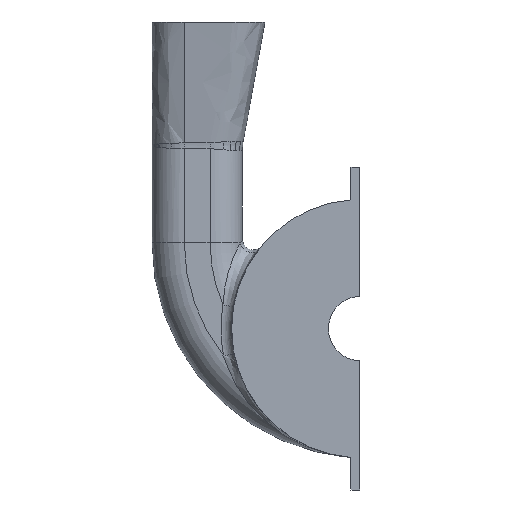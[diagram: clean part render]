
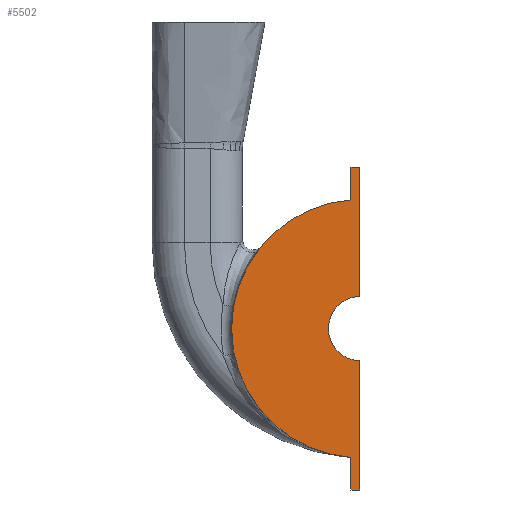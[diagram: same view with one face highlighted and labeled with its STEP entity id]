
A CAD part, left-side view. The second image highlights one B-rep face of the part: STEP entity #5502.
In plain terms, the highlighted planar face has unit normal (-1, 0, 0).
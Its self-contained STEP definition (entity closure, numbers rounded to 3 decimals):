
#61 = DIRECTION ( 'NONE',  ( 0., 1., 0. ) ) ;
#133 = DIRECTION ( 'NONE',  ( 1., 0., 0. ) ) ;
#140 = ORIENTED_EDGE ( 'NONE', *, *, #5081, .F. ) ;
#168 = AXIS2_PLACEMENT_3D ( 'NONE', #3461, #3029, #921 ) ;
#170 = EDGE_CURVE ( 'NONE', #4917, #2710, #3142, .T. ) ;
#320 = EDGE_CURVE ( 'NONE', #2595, #5427, #4389, .T. ) ;
#460 = FACE_OUTER_BOUND ( 'NONE', #1670, .T. ) ;
#470 = CARTESIAN_POINT ( 'NONE',  ( -4., 0.452, 7.5 ) ) ;
#557 = CARTESIAN_POINT ( 'NONE',  ( -4., 0., 0. ) ) ;
#670 = ORIENTED_EDGE ( 'NONE', *, *, #4243, .F. ) ;
#920 = CARTESIAN_POINT ( 'NONE',  ( -4., 0.052, -1.499 ) ) ;
#921 = DIRECTION ( 'NONE',  ( 0., 0., -1. ) ) ;
#1000 = LINE ( 'NONE', #3986, #3536 ) ;
#1032 = VECTOR ( 'NONE', #2224, 1000. ) ;
#1107 = CARTESIAN_POINT ( 'NONE',  ( -4., 0.052, -7.5 ) ) ;
#1430 = VERTEX_POINT ( 'NONE', #2521 ) ;
#1434 = PLANE ( 'NONE',  #1694 ) ;
#1597 = VECTOR ( 'NONE', #5340, 1000. ) ;
#1670 = EDGE_LOOP ( 'NONE', ( #4482, #670, #3107, #4278, #5412, #140, #3341, #3514 ) ) ;
#1694 = AXIS2_PLACEMENT_3D ( 'NONE', #5377, #3622, #4433 ) ;
#1847 = LINE ( 'NONE', #2359, #1597 ) ;
#1908 = LINE ( 'NONE', #3753, #2950 ) ;
#2224 = DIRECTION ( 'NONE',  ( 0., 0., 1. ) ) ;
#2310 = VECTOR ( 'NONE', #2718, 1000. ) ;
#2328 = CARTESIAN_POINT ( 'NONE',  ( -4., 0.452, -5.983 ) ) ;
#2342 = EDGE_CURVE ( 'NONE', #4205, #4444, #1847, .T. ) ;
#2359 = CARTESIAN_POINT ( 'NONE',  ( -4., 0.452, -5.983 ) ) ;
#2521 = CARTESIAN_POINT ( 'NONE',  ( -4., 0.052, 1.499 ) ) ;
#2595 = VERTEX_POINT ( 'NONE', #2861 ) ;
#2689 = CARTESIAN_POINT ( 'NONE',  ( -4., 0.052, 7.5 ) ) ;
#2708 = EDGE_CURVE ( 'NONE', #4614, #1430, #1908, .T. ) ;
#2710 = VERTEX_POINT ( 'NONE', #1107 ) ;
#2716 = CARTESIAN_POINT ( 'NONE',  ( -4., 0.452, -7.5 ) ) ;
#2718 = DIRECTION ( 'NONE',  ( 0., 0., -1. ) ) ;
#2861 = CARTESIAN_POINT ( 'NONE',  ( -4., 0.452, 5.983 ) ) ;
#2950 = VECTOR ( 'NONE', #5401, 1000. ) ;
#3029 = DIRECTION ( 'NONE',  ( -1., 0., 0. ) ) ;
#3107 = ORIENTED_EDGE ( 'NONE', *, *, #2708, .F. ) ;
#3142 = LINE ( 'NONE', #2689, #2310 ) ;
#3341 = ORIENTED_EDGE ( 'NONE', *, *, #2342, .F. ) ;
#3378 = DIRECTION ( 'NONE',  ( 0., 0., -1. ) ) ;
#3428 = LINE ( 'NONE', #3852, #5016 ) ;
#3461 = CARTESIAN_POINT ( 'NONE',  ( -4., 0., 0. ) ) ;
#3514 = ORIENTED_EDGE ( 'NONE', *, *, #5566, .F. ) ;
#3536 = VECTOR ( 'NONE', #61, 1000. ) ;
#3622 = DIRECTION ( 'NONE',  ( 1., 0., 0. ) ) ;
#3753 = CARTESIAN_POINT ( 'NONE',  ( -4., 0.052, 7.5 ) ) ;
#3767 = CARTESIAN_POINT ( 'NONE',  ( -4., 0.052, 7.5 ) ) ;
#3852 = CARTESIAN_POINT ( 'NONE',  ( -4., 0.052, 7.5 ) ) ;
#3971 = AXIS2_PLACEMENT_3D ( 'NONE', #557, #133, #3378 ) ;
#3986 = CARTESIAN_POINT ( 'NONE',  ( -4., 0.052, -7.5 ) ) ;
#4158 = DIRECTION ( 'NONE',  ( 0., -1., 0. ) ) ;
#4205 = VERTEX_POINT ( 'NONE', #2716 ) ;
#4243 = EDGE_CURVE ( 'NONE', #1430, #4917, #5296, .T. ) ;
#4278 = ORIENTED_EDGE ( 'NONE', *, *, #4586, .F. ) ;
#4389 = LINE ( 'NONE', #470, #1032 ) ;
#4433 = DIRECTION ( 'NONE',  ( 0., 0., -1. ) ) ;
#4444 = VERTEX_POINT ( 'NONE', #2328 ) ;
#4482 = ORIENTED_EDGE ( 'NONE', *, *, #170, .F. ) ;
#4586 = EDGE_CURVE ( 'NONE', #5427, #4614, #3428, .T. ) ;
#4614 = VERTEX_POINT ( 'NONE', #3767 ) ;
#4917 = VERTEX_POINT ( 'NONE', #920 ) ;
#5016 = VECTOR ( 'NONE', #4158, 1000. ) ;
#5081 = EDGE_CURVE ( 'NONE', #4444, #2595, #5424, .T. ) ;
#5280 = CARTESIAN_POINT ( 'NONE',  ( -4., 0.452, 7.5 ) ) ;
#5296 = CIRCLE ( 'NONE', #168, 1.5 ) ;
#5340 = DIRECTION ( 'NONE',  ( 0., 0., 1. ) ) ;
#5377 = CARTESIAN_POINT ( 'NONE',  ( -4., 0., 0. ) ) ;
#5401 = DIRECTION ( 'NONE',  ( 0., 0., -1. ) ) ;
#5412 = ORIENTED_EDGE ( 'NONE', *, *, #320, .F. ) ;
#5424 = CIRCLE ( 'NONE', #3971, 6. ) ;
#5427 = VERTEX_POINT ( 'NONE', #5280 ) ;
#5502 = ADVANCED_FACE ( 'NONE', ( #460 ), #1434, .F. ) ;
#5566 = EDGE_CURVE ( 'NONE', #2710, #4205, #1000, .T. ) ;
